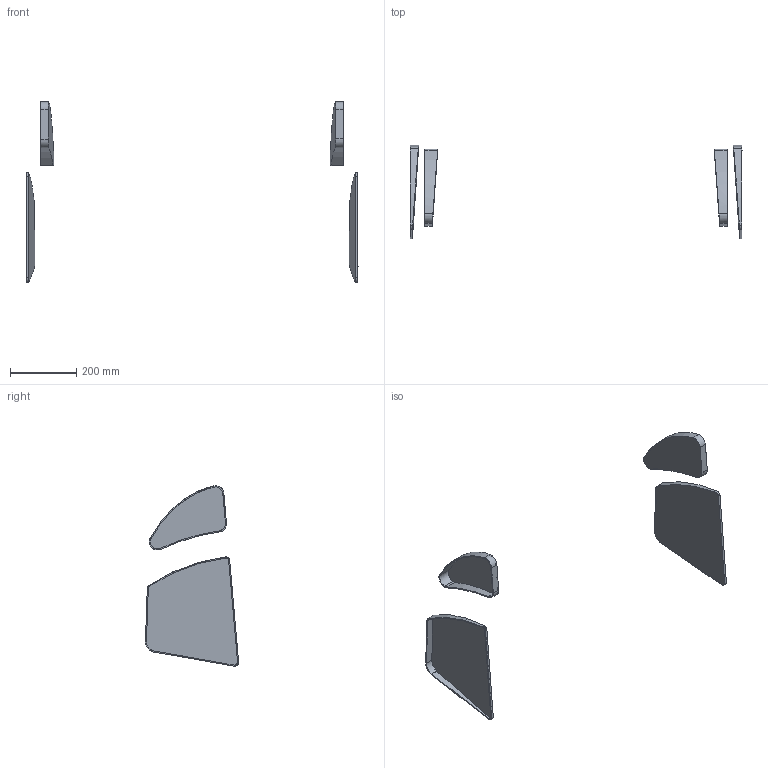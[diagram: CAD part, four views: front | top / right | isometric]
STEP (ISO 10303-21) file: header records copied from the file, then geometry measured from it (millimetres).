
FILE_DESCRIPTION (( 'STEP AP203' ), '1' );
FILE_NAME ('Hood_Secondary.STEP', '2023-07-27T05:57:02', ( '' ), ( '' ), 'SwSTEP 2.0', 'SolidWorks 2021', '' );
FILE_SCHEMA (( 'CONFIG_CONTROL_DESIGN' ));
Length unit declared in the file: centimetre
Products named in the file (6): Part 14-3; Hood_Secondary; Body Panels _1_; Part 15-3; Part 17-2; Part 16-2
Assembly tree (5 placements, depth 3):
  Hood_Secondary
    Body Panels _1_
      Part 15-3
      Part 17-2
      Part 14-3
      Part 16-2
Bounding box: 1002.34 x 281.34 x 544.63 mm (x, y, z)
Volume: 823531.7 mm3; surface area: 529654.6 mm2
Topology: 4 solids, 4 shells, 76 faces, 192 edges, 128 vertices
Faces by surface type: cylinder 44, plane 28, bspline 4
Entity records: 4550 total; most frequent: CARTESIAN_POINT 2199, ORIENTED_EDGE 384, DIRECTION 346, EDGE_CURVE 192, VERTEX_POINT 128, AXIS2_PLACEMENT_3D 125, LINE 96, VECTOR 96
